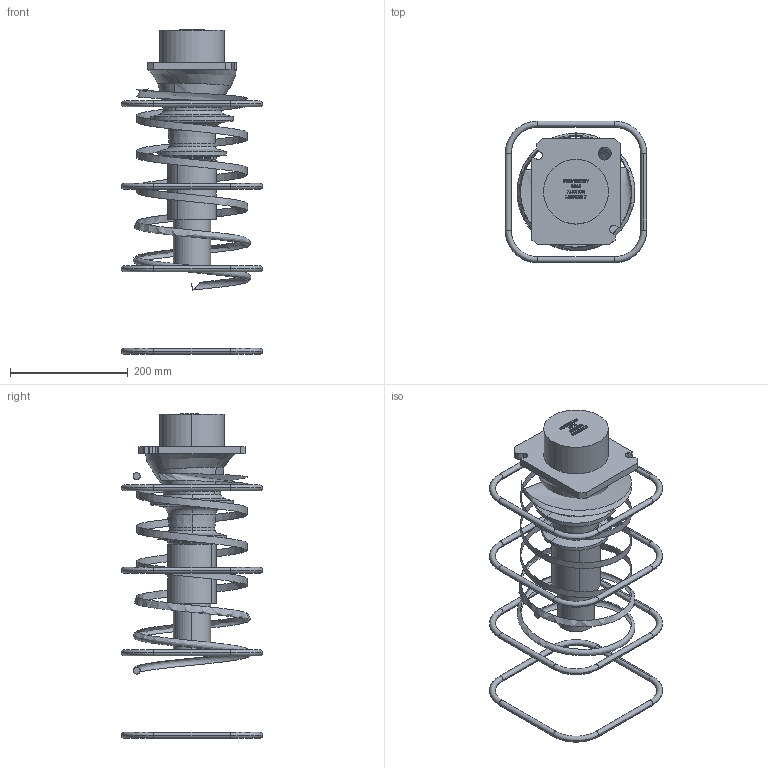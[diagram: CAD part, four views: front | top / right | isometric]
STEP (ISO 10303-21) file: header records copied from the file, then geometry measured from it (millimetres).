
FILE_DESCRIPTION (( 'STEP AP203' ), '1' );
FILE_NAME ('7c15 ANCHOR ASSEMBLY FOR CLIENTS.STEP', '2018-02-23T03:56:19', ( '' ), ( '' ), 'SwSTEP 2.0', 'SolidWorks 2016', '' );
FILE_SCHEMA (( 'CONFIG_CONTROL_DESIGN' ));
Length unit declared in the file: millimetre
Products named in the file (1): 7c15 ANCHOR ASSEMBLY FOR CLIENTS
Bounding box: 240 x 240 x 551 mm (x, y, z)
Volume: 3277424.3 mm3; surface area: 433351.7 mm2
Topology: 6 solids, 7 shells, 765 faces, 2053 edges, 1342 vertices
Faces by surface type: bspline 442, plane 194, cylinder 60, torus 44, cone 25
Entity records: 67809 total; most frequent: CARTESIAN_POINT 51818, ORIENTED_EDGE 4106, EDGE_CURVE 2053, DIRECTION 1852, VERTEX_POINT 1342, B_SPLINE_CURVE_WITH_KNOTS 1045, EDGE_LOOP 815, VECTOR 812
